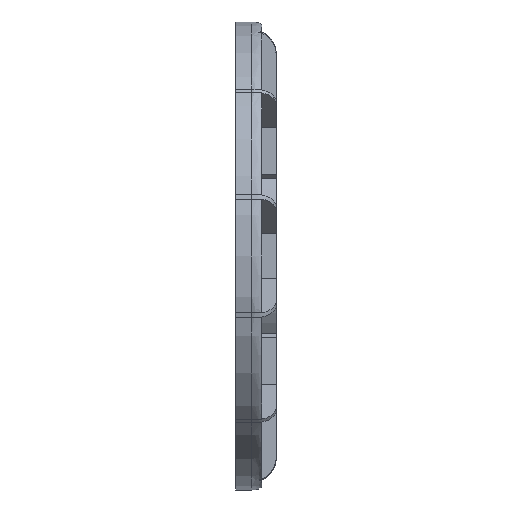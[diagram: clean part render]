
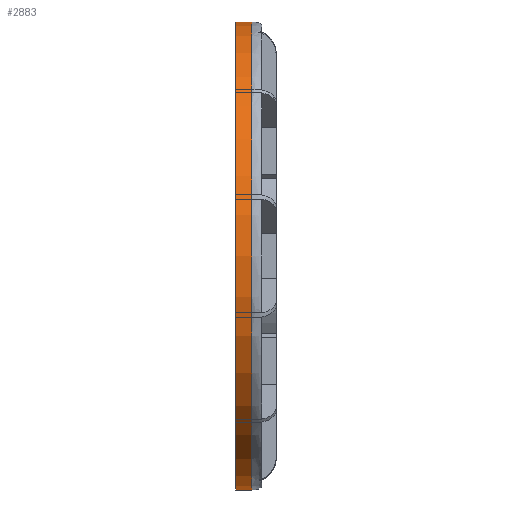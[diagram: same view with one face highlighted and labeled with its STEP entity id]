
A CAD part, front view. The second image highlights one B-rep face of the part: STEP entity #2883.
In plain terms, the highlighted cylindrical face has radius 57.5 mm (diameter 115 mm), a full revolution.
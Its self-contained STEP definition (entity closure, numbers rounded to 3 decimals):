
#47=CYLINDRICAL_SURFACE('',#3078,57.5);
#211=LINE('',#4696,#560);
#560=VECTOR('',#3492,57.5);
#894=FACE_OUTER_BOUND('',#1037,.T.);
#1037=EDGE_LOOP('',(#2257,#2258,#2259,#2260));
#1175=CIRCLE('',#3017,57.5);
#1217=CIRCLE('',#3079,57.5);
#1265=VERTEX_POINT('',#4001);
#1443=VERTEX_POINT('',#4695);
#1556=EDGE_CURVE('',#1265,#1265,#1175,.T.);
#1765=EDGE_CURVE('',#1265,#1443,#211,.T.);
#1766=EDGE_CURVE('',#1443,#1443,#1217,.T.);
#2257=ORIENTED_EDGE('',*,*,#1556,.F.);
#2258=ORIENTED_EDGE('',*,*,#1765,.T.);
#2259=ORIENTED_EDGE('',*,*,#1766,.T.);
#2260=ORIENTED_EDGE('',*,*,#1765,.F.);
#2883=ADVANCED_FACE('',(#894),#47,.T.);
#3017=AXIS2_PLACEMENT_3D('',#4003,#3223,#3224);
#3078=AXIS2_PLACEMENT_3D('',#4694,#3490,#3491);
#3079=AXIS2_PLACEMENT_3D('',#4697,#3493,#3494);
#3223=DIRECTION('center_axis',(1.,0.,0.));
#3224=DIRECTION('ref_axis',(0.,0.,-1.));
#3490=DIRECTION('center_axis',(1.,0.,0.));
#3491=DIRECTION('ref_axis',(0.,0.,-1.));
#3492=DIRECTION('',(-1.,0.,0.));
#3493=DIRECTION('center_axis',(1.,0.,0.));
#3494=DIRECTION('ref_axis',(0.,0.,-1.));
#4001=CARTESIAN_POINT('',(4.,0.,57.5));
#4003=CARTESIAN_POINT('Origin',(4.,0.,0.));
#4694=CARTESIAN_POINT('Origin',(0.,0.,0.));
#4695=CARTESIAN_POINT('',(0.,0.,57.5));
#4696=CARTESIAN_POINT('',(0.,0.,57.5));
#4697=CARTESIAN_POINT('Origin',(0.,0.,0.));
